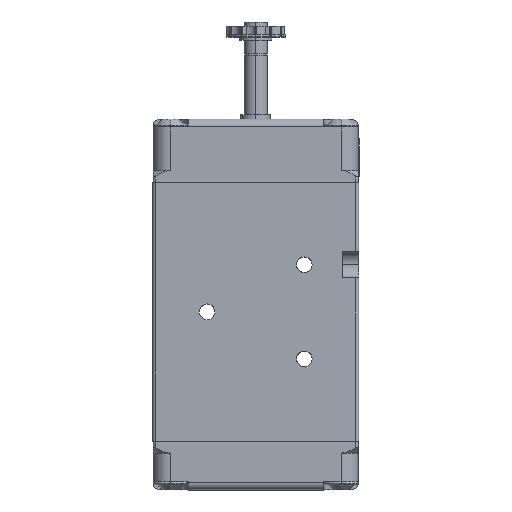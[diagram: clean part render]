
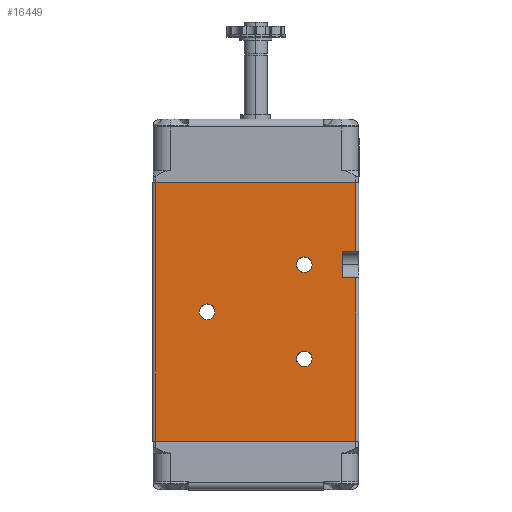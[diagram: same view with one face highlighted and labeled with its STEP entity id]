
A CAD part, top view. The second image highlights one B-rep face of the part: STEP entity #16449.
In plain terms, the highlighted planar face has unit normal (0, 0, 1).
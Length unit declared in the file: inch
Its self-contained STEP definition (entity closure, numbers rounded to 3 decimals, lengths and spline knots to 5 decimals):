
#39 = LINE ( 'NONE', #12541, #2253 ) ;
#53 = ORIENTED_EDGE ( 'NONE', *, *, #4912, .F. ) ;
#204 = VERTEX_POINT ( 'NONE', #12818 ) ;
#239 = LINE ( 'NONE', #6409, #5128 ) ;
#377 = PLANE ( 'NONE',  #10373 ) ;
#472 = VECTOR ( 'NONE', #17223, 39.37008 ) ;
#802 = FACE_OUTER_BOUND ( 'NONE', #10635, .T. ) ;
#815 = CARTESIAN_POINT ( 'NONE',  ( -0.64961, 2.38189, 1.5748 ) ) ;
#845 = DIRECTION ( 'NONE',  ( -1., 0., 0. ) ) ;
#1113 = CIRCLE ( 'NONE', #8443, 0.10433 ) ;
#1489 = ORIENTED_EDGE ( 'NONE', *, *, #19819, .F. ) ;
#1511 = VERTEX_POINT ( 'NONE', #2319 ) ;
#1713 = DIRECTION ( 'NONE',  ( -1., 0., 0. ) ) ;
#1868 = CARTESIAN_POINT ( 'NONE',  ( 1.33858, 2.83465, 1.5748 ) ) ;
#1937 = VERTEX_POINT ( 'NONE', #16391 ) ;
#2218 = EDGE_CURVE ( 'NONE', #3651, #6365, #1113, .T. ) ;
#2253 = VECTOR ( 'NONE', #20369, 39.37008 ) ;
#2319 = CARTESIAN_POINT ( 'NONE',  ( 1.16142, 2.83465, 1.5748 ) ) ;
#2352 = EDGE_CURVE ( 'NONE', #20591, #18350, #4795, .T. ) ;
#2481 = AXIS2_PLACEMENT_3D ( 'NONE', #17358, #19215, #1713 ) ;
#2544 = DIRECTION ( 'NONE',  ( 0., -1., 0. ) ) ;
#2868 = EDGE_CURVE ( 'NONE', #18350, #20591, #18785, .T. ) ;
#2951 = DIRECTION ( 'NONE',  ( 0., 0., 1. ) ) ;
#3055 = CARTESIAN_POINT ( 'NONE',  ( 0., 2.83465, 1.5748 ) ) ;
#3406 = VECTOR ( 'NONE', #8363, 39.37008 ) ;
#3651 = VERTEX_POINT ( 'NONE', #14752 ) ;
#3675 = CARTESIAN_POINT ( 'NONE',  ( 1.33858, 0.64961, 1.5748 ) ) ;
#4044 = VECTOR ( 'NONE', #17265, 39.37008 ) ;
#4112 = EDGE_CURVE ( 'NONE', #5401, #1511, #239, .T. ) ;
#4197 = EDGE_CURVE ( 'NONE', #6365, #3651, #12108, .T. ) ;
#4375 = VERTEX_POINT ( 'NONE', #16184 ) ;
#4571 = EDGE_CURVE ( 'NONE', #1511, #14079, #4719, .T. ) ;
#4610 = ORIENTED_EDGE ( 'NONE', *, *, #4197, .F. ) ;
#4719 = LINE ( 'NONE', #3055, #472 ) ;
#4736 = CARTESIAN_POINT ( 'NONE',  ( -0.64961, 2.38189, 1.5748 ) ) ;
#4795 = CIRCLE ( 'NONE', #9771, 0.10433 ) ;
#4912 = EDGE_CURVE ( 'NONE', #9519, #19523, #15110, .T. ) ;
#5128 = VECTOR ( 'NONE', #9834, 39.37008 ) ;
#5401 = VERTEX_POINT ( 'NONE', #17170 ) ;
#5507 = CARTESIAN_POINT ( 'NONE',  ( 1.33858, 3.18898, 1.5748 ) ) ;
#5875 = LINE ( 'NONE', #12114, #18943 ) ;
#6138 = AXIS2_PLACEMENT_3D ( 'NONE', #7312, #15107, #845 ) ;
#6139 = EDGE_LOOP ( 'NONE', ( #15901, #4610 ) ) ;
#6365 = VERTEX_POINT ( 'NONE', #19871 ) ;
#6409 = CARTESIAN_POINT ( 'NONE',  ( 1.16142, 0.64961, 1.5748 ) ) ;
#6518 = CARTESIAN_POINT ( 'NONE',  ( 0., 0.64961, 1.5748 ) ) ;
#7177 = DIRECTION ( 'NONE',  ( 0., 0., 1. ) ) ;
#7226 = CIRCLE ( 'NONE', #18883, 0.10433 ) ;
#7312 = CARTESIAN_POINT ( 'NONE',  ( 0.64961, 3.01181, 1.5748 ) ) ;
#7445 = ORIENTED_EDGE ( 'NONE', *, *, #4112, .F. ) ;
#7501 = EDGE_CURVE ( 'NONE', #1937, #204, #39, .T. ) ;
#7589 = CARTESIAN_POINT ( 'NONE',  ( -1.33858, 0.64961, 1.5748 ) ) ;
#7784 = VERTEX_POINT ( 'NONE', #18777 ) ;
#8052 = EDGE_LOOP ( 'NONE', ( #10422, #15858 ) ) ;
#8061 = CARTESIAN_POINT ( 'NONE',  ( 0.54528, 3.01181, 1.5748 ) ) ;
#8260 = EDGE_CURVE ( 'NONE', #7784, #1937, #10409, .T. ) ;
#8363 = DIRECTION ( 'NONE',  ( 0., -1., 0. ) ) ;
#8443 = AXIS2_PLACEMENT_3D ( 'NONE', #10957, #20549, #17429 ) ;
#8470 = LINE ( 'NONE', #3675, #3406 ) ;
#8498 = VERTEX_POINT ( 'NONE', #5507 ) ;
#8818 = FACE_BOUND ( 'NONE', #8052, .T. ) ;
#9519 = VERTEX_POINT ( 'NONE', #12346 ) ;
#9697 = ORIENTED_EDGE ( 'NONE', *, *, #7501, .F. ) ;
#9771 = AXIS2_PLACEMENT_3D ( 'NONE', #4736, #17451, #14297 ) ;
#9834 = DIRECTION ( 'NONE',  ( 0., -1., 0. ) ) ;
#10228 = DIRECTION ( 'NONE',  ( -1., 0., 0. ) ) ;
#10373 = AXIS2_PLACEMENT_3D ( 'NONE', #15068, #18214, #18317 ) ;
#10409 = LINE ( 'NONE', #7589, #13902 ) ;
#10422 = ORIENTED_EDGE ( 'NONE', *, *, #2352, .F. ) ;
#10502 = DIRECTION ( 'NONE',  ( -1., 0., 0. ) ) ;
#10603 = EDGE_CURVE ( 'NONE', #19523, #9519, #7226, .T. ) ;
#10635 = EDGE_LOOP ( 'NONE', ( #18009, #17853, #7445, #1489, #12278, #9697, #16362, #17068 ) ) ;
#10957 = CARTESIAN_POINT ( 'NONE',  ( 0.64961, 1.75197, 1.5748 ) ) ;
#11358 = LINE ( 'NONE', #17733, #14178 ) ;
#11439 = AXIS2_PLACEMENT_3D ( 'NONE', #815, #7177, #10502 ) ;
#11835 = FACE_BOUND ( 'NONE', #12409, .T. ) ;
#12108 = CIRCLE ( 'NONE', #2481, 0.10433 ) ;
#12114 = CARTESIAN_POINT ( 'NONE',  ( 1.33858, 0.64961, 1.5748 ) ) ;
#12226 = EDGE_CURVE ( 'NONE', #204, #8498, #5875, .T. ) ;
#12278 = ORIENTED_EDGE ( 'NONE', *, *, #12226, .F. ) ;
#12346 = CARTESIAN_POINT ( 'NONE',  ( 0.75394, 3.01181, 1.5748 ) ) ;
#12384 = ORIENTED_EDGE ( 'NONE', *, *, #10603, .F. ) ;
#12409 = EDGE_LOOP ( 'NONE', ( #12384, #53 ) ) ;
#12512 = CARTESIAN_POINT ( 'NONE',  ( 0.64961, 3.01181, 1.5748 ) ) ;
#12541 = CARTESIAN_POINT ( 'NONE',  ( 0., 4.11417, 1.5748 ) ) ;
#12818 = CARTESIAN_POINT ( 'NONE',  ( 1.33858, 4.11417, 1.5748 ) ) ;
#13389 = FACE_BOUND ( 'NONE', #6139, .T. ) ;
#13902 = VECTOR ( 'NONE', #15188, 39.37008 ) ;
#14079 = VERTEX_POINT ( 'NONE', #1868 ) ;
#14178 = VECTOR ( 'NONE', #10228, 39.37008 ) ;
#14297 = DIRECTION ( 'NONE',  ( -1., 0., 0. ) ) ;
#14752 = CARTESIAN_POINT ( 'NONE',  ( 0.54528, 1.75197, 1.5748 ) ) ;
#14887 = EDGE_CURVE ( 'NONE', #4375, #7784, #18938, .T. ) ;
#15068 = CARTESIAN_POINT ( 'NONE',  ( 0., 0.64961, 1.5748 ) ) ;
#15107 = DIRECTION ( 'NONE',  ( 0., 0., 1. ) ) ;
#15110 = CIRCLE ( 'NONE', #6138, 0.10433 ) ;
#15188 = DIRECTION ( 'NONE',  ( 0., 1., 0. ) ) ;
#15858 = ORIENTED_EDGE ( 'NONE', *, *, #2868, .F. ) ;
#15898 = CARTESIAN_POINT ( 'NONE',  ( -0.75394, 2.38189, 1.5748 ) ) ;
#15901 = ORIENTED_EDGE ( 'NONE', *, *, #2218, .F. ) ;
#16184 = CARTESIAN_POINT ( 'NONE',  ( 1.33858, 0.64961, 1.5748 ) ) ;
#16362 = ORIENTED_EDGE ( 'NONE', *, *, #8260, .F. ) ;
#16391 = CARTESIAN_POINT ( 'NONE',  ( -1.33858, 4.11417, 1.5748 ) ) ;
#16449 = ADVANCED_FACE ( 'NONE', ( #802, #8818, #13389, #11835 ), #377, .F. ) ;
#17068 = ORIENTED_EDGE ( 'NONE', *, *, #14887, .F. ) ;
#17170 = CARTESIAN_POINT ( 'NONE',  ( 1.16142, 3.18898, 1.5748 ) ) ;
#17223 = DIRECTION ( 'NONE',  ( 1., 0., 0. ) ) ;
#17265 = DIRECTION ( 'NONE',  ( -1., 0., 0. ) ) ;
#17358 = CARTESIAN_POINT ( 'NONE',  ( 0.64961, 1.75197, 1.5748 ) ) ;
#17429 = DIRECTION ( 'NONE',  ( -1., 0., 0. ) ) ;
#17451 = DIRECTION ( 'NONE',  ( 0., 0., 1. ) ) ;
#17495 = EDGE_CURVE ( 'NONE', #14079, #4375, #8470, .T. ) ;
#17733 = CARTESIAN_POINT ( 'NONE',  ( 0., 3.18898, 1.5748 ) ) ;
#17853 = ORIENTED_EDGE ( 'NONE', *, *, #4571, .F. ) ;
#18009 = ORIENTED_EDGE ( 'NONE', *, *, #17495, .F. ) ;
#18128 = CARTESIAN_POINT ( 'NONE',  ( -0.54528, 2.38189, 1.5748 ) ) ;
#18214 = DIRECTION ( 'NONE',  ( 0., 0., -1. ) ) ;
#18317 = DIRECTION ( 'NONE',  ( -1., 0., 0. ) ) ;
#18350 = VERTEX_POINT ( 'NONE', #18128 ) ;
#18777 = CARTESIAN_POINT ( 'NONE',  ( -1.33858, 0.64961, 1.5748 ) ) ;
#18785 = CIRCLE ( 'NONE', #11439, 0.10433 ) ;
#18883 = AXIS2_PLACEMENT_3D ( 'NONE', #12512, #2951, #19089 ) ;
#18938 = LINE ( 'NONE', #6518, #4044 ) ;
#18943 = VECTOR ( 'NONE', #2544, 39.37008 ) ;
#19089 = DIRECTION ( 'NONE',  ( -1., 0., 0. ) ) ;
#19215 = DIRECTION ( 'NONE',  ( 0., 0., 1. ) ) ;
#19523 = VERTEX_POINT ( 'NONE', #8061 ) ;
#19819 = EDGE_CURVE ( 'NONE', #8498, #5401, #11358, .T. ) ;
#19871 = CARTESIAN_POINT ( 'NONE',  ( 0.75394, 1.75197, 1.5748 ) ) ;
#20369 = DIRECTION ( 'NONE',  ( 1., 0., 0. ) ) ;
#20549 = DIRECTION ( 'NONE',  ( 0., 0., 1. ) ) ;
#20591 = VERTEX_POINT ( 'NONE', #15898 ) ;
